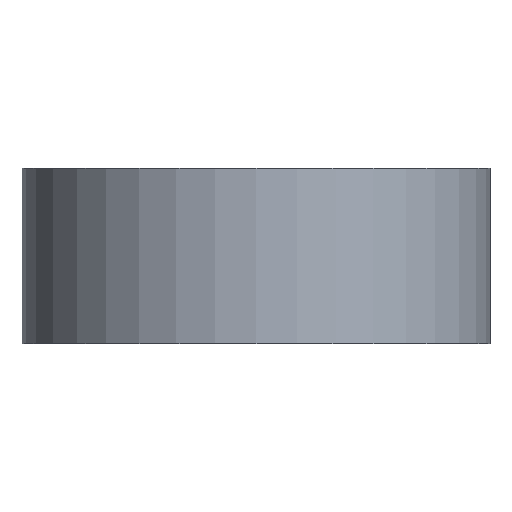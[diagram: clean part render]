
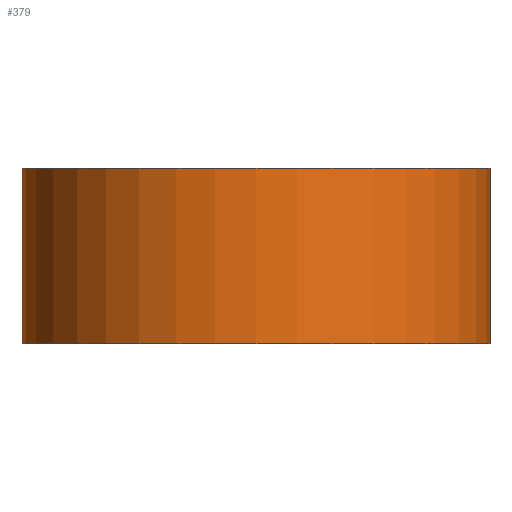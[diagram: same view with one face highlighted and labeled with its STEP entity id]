
A CAD part, front view. The second image highlights one B-rep face of the part: STEP entity #379.
In plain terms, the highlighted cylindrical face has radius 4 mm (diameter 8 mm), a partial arc.
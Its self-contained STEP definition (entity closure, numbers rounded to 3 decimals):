
#4 = CARTESIAN_POINT ( 'NONE',  ( -4., 0., -1.5 ) ) ;
#12 = EDGE_CURVE ( 'NONE', #319, #430, #515, .T. ) ;
#14 = DIRECTION ( 'NONE',  ( 0., 0., -1. ) ) ;
#31 = VECTOR ( 'NONE', #388, 1000. ) ;
#32 = CARTESIAN_POINT ( 'NONE',  ( 0., 0., 1.5 ) ) ;
#54 = CARTESIAN_POINT ( 'NONE',  ( 4., 0., 1.5 ) ) ;
#65 = LINE ( 'NONE', #104, #31 ) ;
#66 = ORIENTED_EDGE ( 'NONE', *, *, #189, .T. ) ;
#77 = DIRECTION ( 'NONE',  ( 1., 0., 0. ) ) ;
#104 = CARTESIAN_POINT ( 'NONE',  ( -4., 0., 1.5 ) ) ;
#138 = CYLINDRICAL_SURFACE ( 'NONE', #151, 4. ) ;
#151 = AXIS2_PLACEMENT_3D ( 'NONE', #309, #225, #471 ) ;
#160 = VERTEX_POINT ( 'NONE', #4 ) ;
#162 = AXIS2_PLACEMENT_3D ( 'NONE', #451, #202, #490 ) ;
#163 = ORIENTED_EDGE ( 'NONE', *, *, #233, .T. ) ;
#172 = VERTEX_POINT ( 'NONE', #318 ) ;
#180 = CARTESIAN_POINT ( 'NONE',  ( -4., 0., 1.5 ) ) ;
#189 = EDGE_CURVE ( 'NONE', #160, #172, #220, .T. ) ;
#202 = DIRECTION ( 'NONE',  ( 0., 0., 1. ) ) ;
#220 = CIRCLE ( 'NONE', #162, 4. ) ;
#225 = DIRECTION ( 'NONE',  ( 0., 0., -1. ) ) ;
#233 = EDGE_CURVE ( 'NONE', #319, #160, #65, .T. ) ;
#235 = ORIENTED_EDGE ( 'NONE', *, *, #304, .F. ) ;
#256 = FACE_OUTER_BOUND ( 'NONE', #302, .T. ) ;
#270 = VECTOR ( 'NONE', #14, 1000. ) ;
#290 = AXIS2_PLACEMENT_3D ( 'NONE', #32, #324, #77 ) ;
#302 = EDGE_LOOP ( 'NONE', ( #235, #509, #163, #66 ) ) ;
#304 = EDGE_CURVE ( 'NONE', #430, #172, #384, .T. ) ;
#309 = CARTESIAN_POINT ( 'NONE',  ( 0., 0., 1.5 ) ) ;
#318 = CARTESIAN_POINT ( 'NONE',  ( 4., 0., -1.5 ) ) ;
#319 = VERTEX_POINT ( 'NONE', #180 ) ;
#324 = DIRECTION ( 'NONE',  ( 0., 0., 1. ) ) ;
#379 = ADVANCED_FACE ( 'NONE', ( #256 ), #138, .T. ) ;
#384 = LINE ( 'NONE', #54, #270 ) ;
#388 = DIRECTION ( 'NONE',  ( 0., 0., -1. ) ) ;
#430 = VERTEX_POINT ( 'NONE', #500 ) ;
#451 = CARTESIAN_POINT ( 'NONE',  ( 0., 0., -1.5 ) ) ;
#471 = DIRECTION ( 'NONE',  ( -1., 0., 0. ) ) ;
#490 = DIRECTION ( 'NONE',  ( 1., 0., 0. ) ) ;
#500 = CARTESIAN_POINT ( 'NONE',  ( 4., 0., 1.5 ) ) ;
#509 = ORIENTED_EDGE ( 'NONE', *, *, #12, .F. ) ;
#515 = CIRCLE ( 'NONE', #290, 4. ) ;
